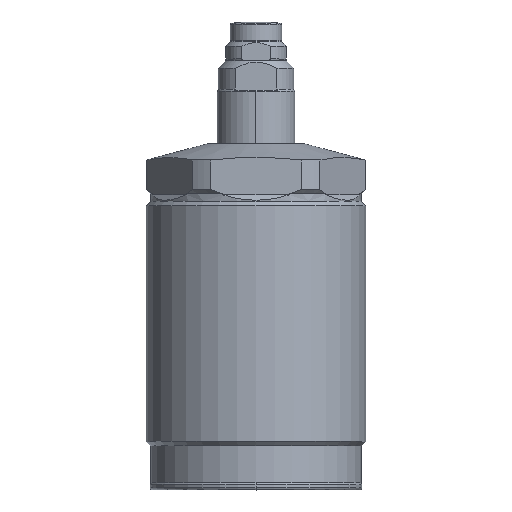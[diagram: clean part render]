
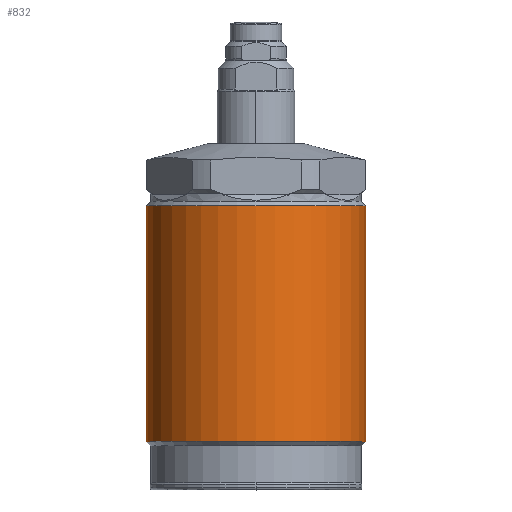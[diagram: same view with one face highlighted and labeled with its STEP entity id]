
A CAD part, top view. The second image highlights one B-rep face of the part: STEP entity #832.
In plain terms, the highlighted cylindrical face has radius 22.5 mm (diameter 45 mm), a partial arc.
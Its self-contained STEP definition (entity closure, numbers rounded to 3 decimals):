
#465=CYLINDRICAL_SURFACE('',#3447,22.5);
#546=LINE('',#5157,#678);
#547=LINE('',#5158,#679);
#678=VECTOR('',#4115,1.);
#679=VECTOR('',#4116,1.);
#832=ADVANCED_FACE('',(#1072),#465,.T.);
#1072=FACE_OUTER_BOUND('',#1256,.T.);
#1256=EDGE_LOOP('',(#1667,#1668,#1669,#1670));
#1667=ORIENTED_EDGE('',*,*,#2725,.T.);
#1668=ORIENTED_EDGE('',*,*,#2726,.T.);
#1669=ORIENTED_EDGE('',*,*,#2723,.F.);
#1670=ORIENTED_EDGE('',*,*,#2727,.F.);
#2401=VERTEX_POINT('',#5149);
#2402=VERTEX_POINT('',#5151);
#2403=VERTEX_POINT('',#5155);
#2404=VERTEX_POINT('',#5156);
#2723=EDGE_CURVE('',#2401,#2402,#3124,.T.);
#2725=EDGE_CURVE('',#2403,#2404,#3125,.T.);
#2726=EDGE_CURVE('',#2404,#2402,#546,.T.);
#2727=EDGE_CURVE('',#2403,#2401,#547,.T.);
#3124=CIRCLE('',#3444,22.5);
#3125=CIRCLE('',#3446,22.5);
#3444=AXIS2_PLACEMENT_3D('',#5150,#4108,#4109);
#3446=AXIS2_PLACEMENT_3D('',#5154,#4113,#4114);
#3447=AXIS2_PLACEMENT_3D('',#5159,#4117,#4118);
#4108=DIRECTION('',(0.,-1.,0.));
#4109=DIRECTION('',(1.,0.,0.));
#4113=DIRECTION('',(0.,-1.,0.));
#4114=DIRECTION('',(1.,0.,0.));
#4115=DIRECTION('',(0.,-1.,0.));
#4116=DIRECTION('',(0.,-1.,0.));
#4117=DIRECTION('',(0.,-1.,0.));
#4118=DIRECTION('',(1.,0.,0.));
#5149=CARTESIAN_POINT('',(22.5,-61.1,0.));
#5150=CARTESIAN_POINT('',(0.,-61.1,0.));
#5151=CARTESIAN_POINT('',(-22.5,-61.1,0.));
#5154=CARTESIAN_POINT('',(0.,-12.7,0.));
#5155=CARTESIAN_POINT('',(22.5,-12.7,0.));
#5156=CARTESIAN_POINT('',(-22.5,-12.7,0.));
#5157=CARTESIAN_POINT('',(-22.5,1.,0.));
#5158=CARTESIAN_POINT('',(22.5,1.,0.));
#5159=CARTESIAN_POINT('',(0.,1.,0.));
